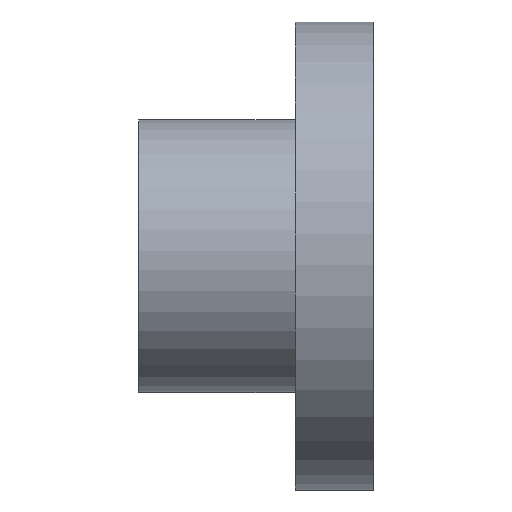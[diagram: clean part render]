
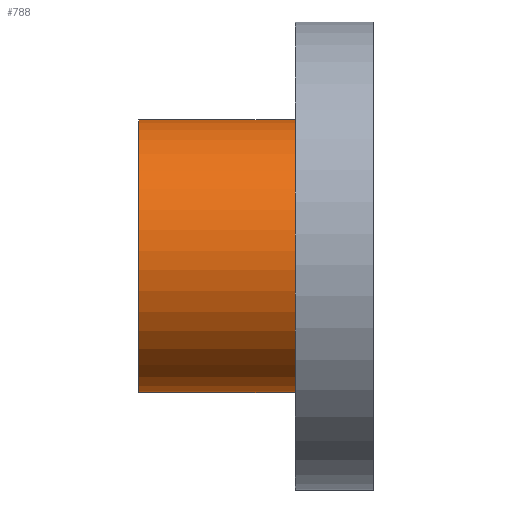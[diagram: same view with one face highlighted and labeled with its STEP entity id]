
A CAD part, left-side view. The second image highlights one B-rep face of the part: STEP entity #788.
In plain terms, the highlighted free-form (B-spline) face has degree [2, 1] with [9, 2] control points.
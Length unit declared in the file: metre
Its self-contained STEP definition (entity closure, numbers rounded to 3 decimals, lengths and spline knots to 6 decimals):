
#4 = CARTESIAN_POINT('NONE', (0.4445, 0, -0));
#5 = VERTEX_POINT('NONE', #4);
#6 = CARTESIAN_POINT('NONE', (0.4445, 0.762, -0));
#7 = VERTEX_POINT('NONE', #6);
#56 = CARTESIAN_POINT('NONE', (0.4445, 0, -0));
#57 = CARTESIAN_POINT('NONE', (0.4445, 0, -0.4445));
#58 = CARTESIAN_POINT('NONE', (0., 0, -0.4445));
#59 = CARTESIAN_POINT('NONE', (-0.4445, 0, -0.4445));
#60 = CARTESIAN_POINT('NONE', (-0.4445, 0, 0.));
#61 = CARTESIAN_POINT('NONE', (-0.4445, 0, 0.4445));
#62 = CARTESIAN_POINT('NONE', (0., 0, 0.4445));
#63 = CARTESIAN_POINT('NONE', (0.4445, 0, 0.4445));
#64 = CARTESIAN_POINT('NONE', (0.4445, 0, -0));
#65 = (
  BOUNDED_CURVE()
  B_SPLINE_CURVE(2, (#56, #57, #58, #59, #60, #61, #62, #63, #64), .UNSPECIFIED., .F., .F.)
  B_SPLINE_CURVE_WITH_KNOTS((3, 2, 2, 2, 3), (0, 0.25, 0.5, 0.75, 1), .UNSPECIFIED.)
  CURVE()
  GEOMETRIC_REPRESENTATION_ITEM()
  RATIONAL_B_SPLINE_CURVE((1, 0.707, 1, 0.707, 1, 0.707, 1, 0.707, 1))
  REPRESENTATION_ITEM('NONE')
);
#66 = DIRECTION('NONE', (0, 1, 0));
#67 = VECTOR('NONE', #66, 1);
#68 = CARTESIAN_POINT('NONE', (0.4445, 0, -0));
#69 = LINE('NONE', #68, #67);
#70 = CARTESIAN_POINT('NONE', (0.4445, 0.762, -0));
#71 = CARTESIAN_POINT('NONE', (0.4445, 0.762, -0.4445));
#72 = CARTESIAN_POINT('NONE', (0., 0.762, -0.4445));
#73 = CARTESIAN_POINT('NONE', (-0.4445, 0.762, -0.4445));
#74 = CARTESIAN_POINT('NONE', (-0.4445, 0.762, 0.));
#75 = CARTESIAN_POINT('NONE', (-0.4445, 0.762, 0.4445));
#76 = CARTESIAN_POINT('NONE', (0., 0.762, 0.4445));
#77 = CARTESIAN_POINT('NONE', (0.4445, 0.762, 0.4445));
#78 = CARTESIAN_POINT('NONE', (0.4445, 0.762, -0));
#79 = (
  BOUNDED_CURVE()
  B_SPLINE_CURVE(2, (#70, #71, #72, #73, #74, #75, #76, #77, #78), .UNSPECIFIED., .F., .F.)
  B_SPLINE_CURVE_WITH_KNOTS((3, 2, 2, 2, 3), (0, 0.25, 0.5, 0.75, 1), .UNSPECIFIED.)
  CURVE()
  GEOMETRIC_REPRESENTATION_ITEM()
  RATIONAL_B_SPLINE_CURVE((1, 0.707, 1, 0.707, 1, 0.707, 1, 0.707, 1))
  REPRESENTATION_ITEM('NONE')
);
#368 = EDGE_CURVE('NONE', #5, #5, #65, .T.);
#369 = EDGE_CURVE('NONE', #5, #7, #69, .T.);
#370 = EDGE_CURVE('NONE', #7, #7, #79, .T.);
#407 = ORIENTED_EDGE('NONE', *, *, #368, .T.);
#408 = ORIENTED_EDGE('NONE', *, *, #369, .T.);
#409 = ORIENTED_EDGE('NONE', *, *, #370, .F.);
#410 = ORIENTED_EDGE('NONE', *, *, #369, .F.);
#411 = EDGE_LOOP('NONE', (#407, #408, #409, #410));
#524 = CARTESIAN_POINT('NONE', (0.4445, 0, -0));
#525 = CARTESIAN_POINT('NONE', (0.4445, 0.762, -0));
#526 = CARTESIAN_POINT('NONE', (0.4445, 0, -0.4445));
#527 = CARTESIAN_POINT('NONE', (0.4445, 0.762, -0.4445));
#528 = CARTESIAN_POINT('NONE', (0., 0, -0.4445));
#529 = CARTESIAN_POINT('NONE', (0., 0.762, -0.4445));
#530 = CARTESIAN_POINT('NONE', (-0.4445, 0, -0.4445));
#531 = CARTESIAN_POINT('NONE', (-0.4445, 0.762, -0.4445));
#532 = CARTESIAN_POINT('NONE', (-0.4445, 0, 0.));
#533 = CARTESIAN_POINT('NONE', (-0.4445, 0.762, 0.));
#534 = CARTESIAN_POINT('NONE', (-0.4445, 0, 0.4445));
#535 = CARTESIAN_POINT('NONE', (-0.4445, 0.762, 0.4445));
#536 = CARTESIAN_POINT('NONE', (0., 0, 0.4445));
#537 = CARTESIAN_POINT('NONE', (0., 0.762, 0.4445));
#538 = CARTESIAN_POINT('NONE', (0.4445, 0, 0.4445));
#539 = CARTESIAN_POINT('NONE', (0.4445, 0.762, 0.4445));
#540 = CARTESIAN_POINT('NONE', (0.4445, 0, -0));
#541 = CARTESIAN_POINT('NONE', (0.4445, 0.762, -0));
#542 = (
  BOUNDED_SURFACE()
  B_SPLINE_SURFACE(2, 1, ((#524, #525), (#526, #527), (#528, #529), (#530, #531), (#532, #533), (#534, #535), (#536, #537), (#538, #539), (#540, #541)), .UNSPECIFIED., .F., .F., .F.)
  B_SPLINE_SURFACE_WITH_KNOTS((3, 2, 2, 2, 3), (2, 2), (0, 0.25, 0.5, 0.75, 1), (0, 762), .UNSPECIFIED.)
  GEOMETRIC_REPRESENTATION_ITEM()
  RATIONAL_B_SPLINE_SURFACE(((1, 1), (0.707, 0.707), (1, 1), (0.707, 0.707), (1, 1), (0.707, 0.707), (1, 1), (0.707, 0.707), (1, 1)))
  REPRESENTATION_ITEM('NONE')
  SURFACE()
);
#787 = FACE_OUTER_BOUND('NONE', #411, .T.);
#788 = ADVANCED_FACE('NONE', (#787), #542, .T.);
